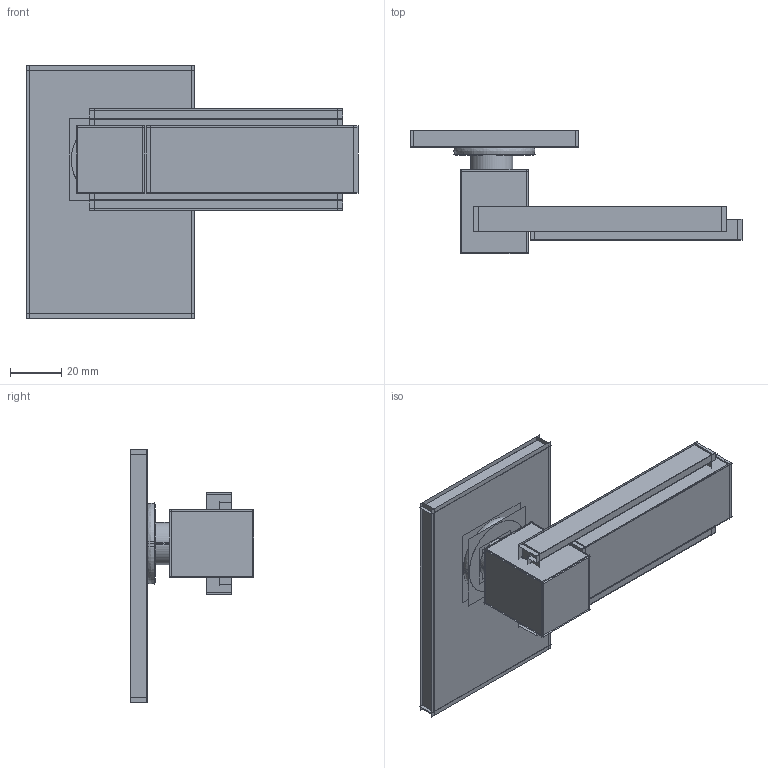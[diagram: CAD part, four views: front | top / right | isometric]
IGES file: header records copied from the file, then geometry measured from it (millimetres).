
Start section:  PTC IGES file: 2020DOR-ZZ-XX.igs
Global section: file name: 2020DOR-ZZ-XX.igs; native system: Creo Elements/Pro by Parametric Technology Corporation; preprocessor: 2015070; author: Administrator; organization: Unknown; date: 20200825.155040; units: inch
Bounding box: 129.91 x 48.41 x 99.06 mm (x, y, z)
Volume: 96555.5 mm3; surface area: 165273.2 mm2
Topology: 6 solids, 6 shells, 132 faces, 592 edges, 732 vertices
Faces by surface type: bspline 84, revolution 48
